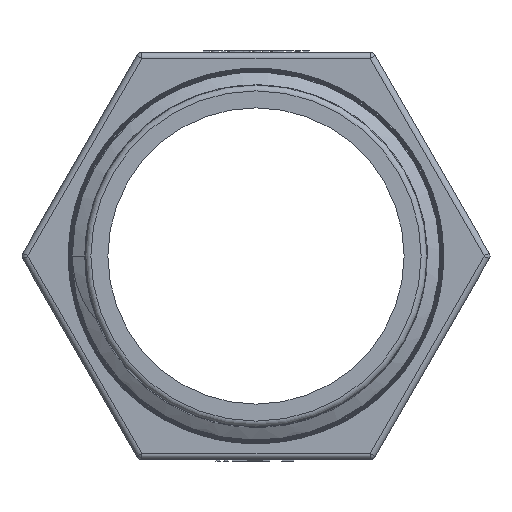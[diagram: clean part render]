
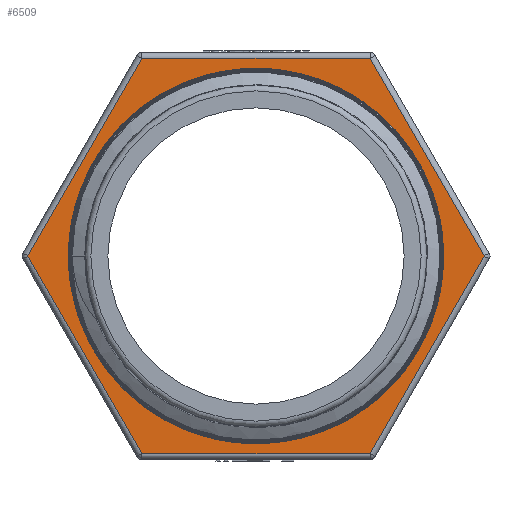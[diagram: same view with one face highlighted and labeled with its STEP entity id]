
A CAD part, left-side view. The second image highlights one B-rep face of the part: STEP entity #6509.
In plain terms, the highlighted planar face has unit normal (-1, 0, 0).
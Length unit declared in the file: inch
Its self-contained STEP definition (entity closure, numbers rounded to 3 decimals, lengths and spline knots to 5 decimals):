
#407=LINE($,#8749,#1082);
#409=LINE($,#8766,#1084);
#411=LINE($,#8776,#1086);
#415=LINE($,#8789,#1090);
#419=LINE($,#8795,#1094);
#423=LINE($,#8801,#1098);
#1082=VECTOR($,#7295,1.1547);
#1084=VECTOR($,#7315,1.1547);
#1086=VECTOR($,#7327,1.1547);
#1090=VECTOR($,#7343,1.1547);
#1094=VECTOR($,#7351,1.1547);
#1098=VECTOR($,#7359,1.1547);
#1751=PLANE($,#6936);
#2012=FACE_BOUND($,#2471,.T.);
#2013=FACE_BOUND($,#2472,.T.);
#2471=EDGE_LOOP($,(#4823));
#2472=EDGE_LOOP($,(#4824,#4825,#4826,#4827,#4828,#4829));
#2888=CIRCLE($,#6937,0.95);
#2955=VERTEX_POINT($,#8738);
#2958=VERTEX_POINT($,#8745);
#2961=VERTEX_POINT($,#8755);
#2964=VERTEX_POINT($,#8762);
#2965=VERTEX_POINT($,#8769);
#2968=VERTEX_POINT($,#8782);
#3136=VERTEX_POINT($,#9258);
#3607=EDGE_CURVE($,#2955,#2958,#407,.T.);
#3615=EDGE_CURVE($,#2958,#2964,#409,.T.);
#3620=EDGE_CURVE($,#2965,#2961,#411,.T.);
#3627=EDGE_CURVE($,#2968,#2965,#415,.T.);
#3631=EDGE_CURVE($,#2964,#2968,#419,.T.);
#3635=EDGE_CURVE($,#2961,#2955,#423,.T.);
#3808=EDGE_CURVE($,#3136,#3136,#2888,.T.);
#4823=ORIENTED_EDGE($,*,*,#3808,.T.);
#4824=ORIENTED_EDGE($,*,*,#3620,.F.);
#4825=ORIENTED_EDGE($,*,*,#3627,.F.);
#4826=ORIENTED_EDGE($,*,*,#3631,.F.);
#4827=ORIENTED_EDGE($,*,*,#3615,.F.);
#4828=ORIENTED_EDGE($,*,*,#3607,.F.);
#4829=ORIENTED_EDGE($,*,*,#3635,.F.);
#6509=ADVANCED_FACE($,(#2012,#2013),#1751,.T.);
#6936=AXIS2_PLACEMENT_3D($,#9257,#7492,#7493);
#6937=AXIS2_PLACEMENT_3D($,#9259,#7494,#7495);
#7295=DIRECTION($,(0.,1.,0.));
#7315=DIRECTION($,(0.,0.5,0.866));
#7327=DIRECTION($,(0.,-0.5,-0.866));
#7343=DIRECTION($,(0.,-1.,0.));
#7351=DIRECTION($,(0.,-0.5,0.866));
#7359=DIRECTION($,(0.,0.5,-0.866));
#7492=DIRECTION('center_axis',(-1.,0.,0.));
#7493=DIRECTION('ref_axis',(0.,0.,1.));
#7494=DIRECTION('center_axis',(1.,0.,0.));
#7495=DIRECTION('ref_axis',(0.,0.,-1.));
#8738=CARTESIAN_POINT('',(1.25,-0.57735,-1.));
#8745=CARTESIAN_POINT('',(1.25,0.57735,-1.));
#8749=CARTESIAN_POINT($,(1.25,0.32766,-1.));
#8755=CARTESIAN_POINT('',(1.25,-1.1547,0.));
#8762=CARTESIAN_POINT('',(1.25,1.1547,0.));
#8766=CARTESIAN_POINT($,(1.25,0.87361,-0.48687));
#8769=CARTESIAN_POINT('',(1.25,-0.57735,1.));
#8776=CARTESIAN_POINT($,(1.25,-0.56111,1.02813));
#8782=CARTESIAN_POINT('',(1.25,0.57735,1.));
#8789=CARTESIAN_POINT($,(1.25,0.92234,1.));
#8795=CARTESIAN_POINT($,(1.25,1.17094,-0.02813));
#8801=CARTESIAN_POINT($,(1.25,-0.85844,-0.51313));
#9257=CARTESIAN_POINT('Origin',(1.25,1.25,0.));
#9258=CARTESIAN_POINT('',(1.25,0.95,0.));
#9259=CARTESIAN_POINT('Origin',(1.25,0.,0.));
